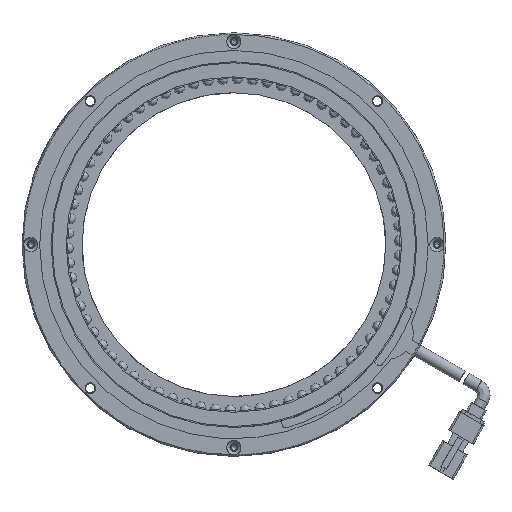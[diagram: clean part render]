
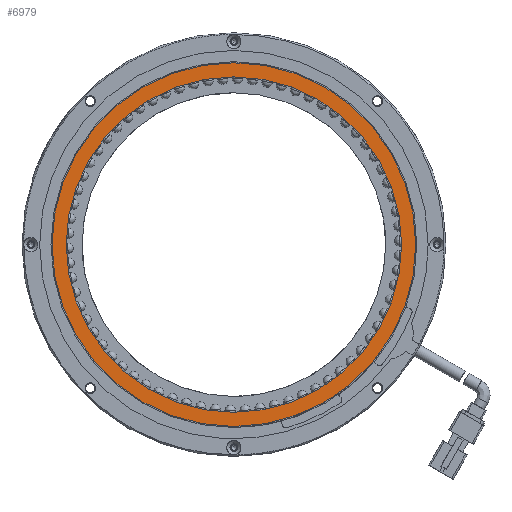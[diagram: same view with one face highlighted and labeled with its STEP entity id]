
A CAD part, front view. The second image highlights one B-rep face of the part: STEP entity #6979.
In plain terms, the highlighted planar face has unit normal (0, 1, 0).
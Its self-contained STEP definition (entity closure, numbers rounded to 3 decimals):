
#874 = VERTEX_POINT ( 'NONE', #62330 ) ;
#1065 = CARTESIAN_POINT ( 'NONE',  ( 85.948, 20.519, -42.524 ) ) ;
#1392 = DIRECTION ( 'NONE',  ( 0., 1., 0. ) ) ;
#1444 = CARTESIAN_POINT ( 'NONE',  ( 70.075, 20.519, -49.926 ) ) ;
#1997 = AXIS2_PLACEMENT_3D ( 'NONE', #43321, #13765, #48356 ) ;
#2604 = CIRCLE ( 'NONE', #34733, 1. ) ;
#3158 = ORIENTED_EDGE ( 'NONE', *, *, #4186, .T. ) ;
#3229 = DIRECTION ( 'NONE',  ( 0., -1., 0. ) ) ;
#4146 = DIRECTION ( 'NONE',  ( 0., 0., 1. ) ) ;
#4186 = EDGE_CURVE ( 'NONE', #52454, #59818, #42016, .T. ) ;
#4335 = EDGE_LOOP ( 'NONE', ( #14598, #19294, #43187, #34698, #52619, #56517, #32540, #10139, #12542, #3158, #18826 ) ) ;
#4361 = VERTEX_POINT ( 'NONE', #1065 ) ;
#6741 = CIRCLE ( 'NONE', #1997, 1. ) ;
#6979 = ADVANCED_FACE ( 'NONE', ( #19520, #58978 ), #9636, .T. ) ;
#9420 = EDGE_CURVE ( 'NONE', #50377, #4361, #46839, .T. ) ;
#9636 = PLANE ( 'NONE',  #27448 ) ;
#9852 = DIRECTION ( 'NONE',  ( 0., 1., 0. ) ) ;
#10139 = ORIENTED_EDGE ( 'NONE', *, *, #28849, .T. ) ;
#10218 = DIRECTION ( 'NONE',  ( 0., 0., 1. ) ) ;
#10267 = DIRECTION ( 'NONE',  ( 0., 1., 0. ) ) ;
#10341 = CARTESIAN_POINT ( 'NONE',  ( 56.456, 20.519, 0. ) ) ;
#11035 = CARTESIAN_POINT ( 'NONE',  ( 56.456, 20.519, 0. ) ) ;
#11692 = AXIS2_PLACEMENT_3D ( 'NONE', #45453, #15840, #50414 ) ;
#11809 = CIRCLE ( 'NONE', #33873, 51.4 ) ;
#12081 = CARTESIAN_POINT ( 'NONE',  ( 56.456, 20.519, 0. ) ) ;
#12212 = AXIS2_PLACEMENT_3D ( 'NONE', #32947, #3229, #37895 ) ;
#12542 = ORIENTED_EDGE ( 'NONE', *, *, #42984, .T. ) ;
#13248 = AXIS2_PLACEMENT_3D ( 'NONE', #56687, #27045, #61661 ) ;
#13765 = DIRECTION ( 'NONE',  ( 0., -1., 0. ) ) ;
#14598 = ORIENTED_EDGE ( 'NONE', *, *, #51555, .T. ) ;
#14987 = CARTESIAN_POINT ( 'NONE',  ( 56.456, 20.519, 51.75 ) ) ;
#15840 = DIRECTION ( 'NONE',  ( 0., 1., 0. ) ) ;
#15868 = VERTEX_POINT ( 'NONE', #16656 ) ;
#16049 = DIRECTION ( 'NONE',  ( 0., 0., -1. ) ) ;
#16656 = CARTESIAN_POINT ( 'NONE',  ( 85.687, 20.519, -42.489 ) ) ;
#17058 = DIRECTION ( 'NONE',  ( 0., 0., 1. ) ) ;
#17918 = EDGE_CURVE ( 'NONE', #20889, #50377, #56494, .T. ) ;
#18261 = DIRECTION ( 'NONE',  ( 0., -1., 0. ) ) ;
#18705 = DIRECTION ( 'NONE',  ( 0., 1., 0. ) ) ;
#18826 = ORIENTED_EDGE ( 'NONE', *, *, #25167, .T. ) ;
#19294 = ORIENTED_EDGE ( 'NONE', *, *, #17918, .T. ) ;
#19520 = FACE_BOUND ( 'NONE', #61665, .T. ) ;
#19835 = DIRECTION ( 'NONE',  ( 0., -1., 0. ) ) ;
#19886 = EDGE_CURVE ( 'NONE', #20304, #39317, #37445, .T. ) ;
#20304 = VERTEX_POINT ( 'NONE', #25995 ) ;
#20544 = CARTESIAN_POINT ( 'NONE',  ( 56.456, 20.519, 47.5 ) ) ;
#20889 = VERTEX_POINT ( 'NONE', #56019 ) ;
#22262 = ORIENTED_EDGE ( 'NONE', *, *, #50106, .F. ) ;
#22302 = EDGE_CURVE ( 'NONE', #15868, #58260, #6741, .T. ) ;
#24701 = VERTEX_POINT ( 'NONE', #20544 ) ;
#25167 = EDGE_CURVE ( 'NONE', #59818, #29521, #49787, .T. ) ;
#25995 = CARTESIAN_POINT ( 'NONE',  ( 70.705, 20.519, -49.386 ) ) ;
#27045 = DIRECTION ( 'NONE',  ( 0., 1., 0. ) ) ;
#27448 = AXIS2_PLACEMENT_3D ( 'NONE', #39451, #9852, #44447 ) ;
#27534 = EDGE_CURVE ( 'NONE', #4361, #15868, #2604, .T. ) ;
#27656 = CARTESIAN_POINT ( 'NONE',  ( 96.248, 20.519, -33.086 ) ) ;
#28849 = EDGE_CURVE ( 'NONE', #39317, #63526, #48745, .T. ) ;
#29501 = CARTESIAN_POINT ( 'NONE',  ( 56.456, 20.519, 0. ) ) ;
#29521 = VERTEX_POINT ( 'NONE', #52008 ) ;
#31039 = CARTESIAN_POINT ( 'NONE',  ( 56.456, 20.519, 0. ) ) ;
#31124 = AXIS2_PLACEMENT_3D ( 'NONE', #12081, #46687, #17058 ) ;
#31454 = CARTESIAN_POINT ( 'NONE',  ( 85.129, 20.519, -42.659 ) ) ;
#32540 = ORIENTED_EDGE ( 'NONE', *, *, #19886, .T. ) ;
#32947 = CARTESIAN_POINT ( 'NONE',  ( 70.982, 20.519, -50.346 ) ) ;
#33856 = DIRECTION ( 'NONE',  ( 0., -1., 0. ) ) ;
#33873 = AXIS2_PLACEMENT_3D ( 'NONE', #29501, #64113, #34462 ) ;
#34462 = DIRECTION ( 'NONE',  ( -1., 0., 0. ) ) ;
#34600 = AXIS2_PLACEMENT_3D ( 'NONE', #10341, #10267, #10218 ) ;
#34698 = ORIENTED_EDGE ( 'NONE', *, *, #27534, .T. ) ;
#34733 = AXIS2_PLACEMENT_3D ( 'NONE', #63488, #33856, #4146 ) ;
#36035 = DIRECTION ( 'NONE',  ( -1., 0., 0. ) ) ;
#37445 = CIRCLE ( 'NONE', #12212, 1. ) ;
#37895 = DIRECTION ( 'NONE',  ( 0., 0., 1. ) ) ;
#38720 = CIRCLE ( 'NONE', #11692, 51.75 ) ;
#39053 = AXIS2_PLACEMENT_3D ( 'NONE', #48318, #18705, #53310 ) ;
#39317 = VERTEX_POINT ( 'NONE', #1444 ) ;
#39451 = CARTESIAN_POINT ( 'NONE',  ( 2.636, 20.519, -53.82 ) ) ;
#41127 = AXIS2_PLACEMENT_3D ( 'NONE', #11035, #45670, #16049 ) ;
#42016 = CIRCLE ( 'NONE', #34600, 51.75 ) ;
#42593 = CIRCLE ( 'NONE', #13248, 47.5 ) ;
#42984 = EDGE_CURVE ( 'NONE', #63526, #52454, #38720, .T. ) ;
#43187 = ORIENTED_EDGE ( 'NONE', *, *, #9420, .T. ) ;
#43321 = CARTESIAN_POINT ( 'NONE',  ( 85.687, 20.519, -43.489 ) ) ;
#44207 = AXIS2_PLACEMENT_3D ( 'NONE', #31039, #1392, #36035 ) ;
#44447 = DIRECTION ( 'NONE',  ( 0., 0., 1. ) ) ;
#44659 = ORIENTED_EDGE ( 'NONE', *, *, #48100, .F. ) ;
#44779 = CARTESIAN_POINT ( 'NONE',  ( 56.456, 20.519, -51.75 ) ) ;
#45453 = CARTESIAN_POINT ( 'NONE',  ( 56.456, 20.519, 0. ) ) ;
#45670 = DIRECTION ( 'NONE',  ( 0., 1., 0. ) ) ;
#46687 = DIRECTION ( 'NONE',  ( 0., 1., 0. ) ) ;
#46839 = CIRCLE ( 'NONE', #39053, 51.75 ) ;
#47880 = CARTESIAN_POINT ( 'NONE',  ( 97.232, 20.519, -32.91 ) ) ;
#48100 = EDGE_CURVE ( 'NONE', #874, #24701, #42593, .T. ) ;
#48318 = CARTESIAN_POINT ( 'NONE',  ( 56.456, 20.519, 0. ) ) ;
#48356 = DIRECTION ( 'NONE',  ( 0., 0., 1. ) ) ;
#48745 = CIRCLE ( 'NONE', #31124, 51.75 ) ;
#48781 = AXIS2_PLACEMENT_3D ( 'NONE', #47880, #18261, #52846 ) ;
#49398 = CARTESIAN_POINT ( 'NONE',  ( 105.345, 20.519, -18.858 ) ) ;
#49787 = CIRCLE ( 'NONE', #56622, 1. ) ;
#50106 = EDGE_CURVE ( 'NONE', #24701, #874, #61469, .T. ) ;
#50377 = VERTEX_POINT ( 'NONE', #27656 ) ;
#50414 = DIRECTION ( 'NONE',  ( 0., 0., 1. ) ) ;
#51555 = EDGE_CURVE ( 'NONE', #29521, #20889, #53637, .T. ) ;
#51945 = EDGE_CURVE ( 'NONE', #58260, #20304, #11809, .T. ) ;
#52008 = CARTESIAN_POINT ( 'NONE',  ( 104.412, 20.519, -18.498 ) ) ;
#52454 = VERTEX_POINT ( 'NONE', #14987 ) ;
#52619 = ORIENTED_EDGE ( 'NONE', *, *, #22302, .T. ) ;
#52846 = DIRECTION ( 'NONE',  ( 0., 0., 1. ) ) ;
#53310 = DIRECTION ( 'NONE',  ( 0., 0., 1. ) ) ;
#53637 = CIRCLE ( 'NONE', #44207, 51.4 ) ;
#54383 = DIRECTION ( 'NONE',  ( 0., 0., 1. ) ) ;
#55463 = CARTESIAN_POINT ( 'NONE',  ( 105.005, 20.519, -17.918 ) ) ;
#56019 = CARTESIAN_POINT ( 'NONE',  ( 96.454, 20.519, -32.282 ) ) ;
#56494 = CIRCLE ( 'NONE', #48781, 1. ) ;
#56517 = ORIENTED_EDGE ( 'NONE', *, *, #51945, .T. ) ;
#56622 = AXIS2_PLACEMENT_3D ( 'NONE', #49398, #19835, #54383 ) ;
#56687 = CARTESIAN_POINT ( 'NONE',  ( 56.456, 20.519, 0. ) ) ;
#58260 = VERTEX_POINT ( 'NONE', #31454 ) ;
#58978 = FACE_OUTER_BOUND ( 'NONE', #4335, .T. ) ;
#59818 = VERTEX_POINT ( 'NONE', #55463 ) ;
#61469 = CIRCLE ( 'NONE', #41127, 47.5 ) ;
#61661 = DIRECTION ( 'NONE',  ( 0., 0., -1. ) ) ;
#61665 = EDGE_LOOP ( 'NONE', ( #44659, #22262 ) ) ;
#62330 = CARTESIAN_POINT ( 'NONE',  ( 56.456, 20.519, -47.5 ) ) ;
#63488 = CARTESIAN_POINT ( 'NONE',  ( 85.687, 20.519, -43.489 ) ) ;
#63526 = VERTEX_POINT ( 'NONE', #44779 ) ;
#64113 = DIRECTION ( 'NONE',  ( 0., 1., 0. ) ) ;
